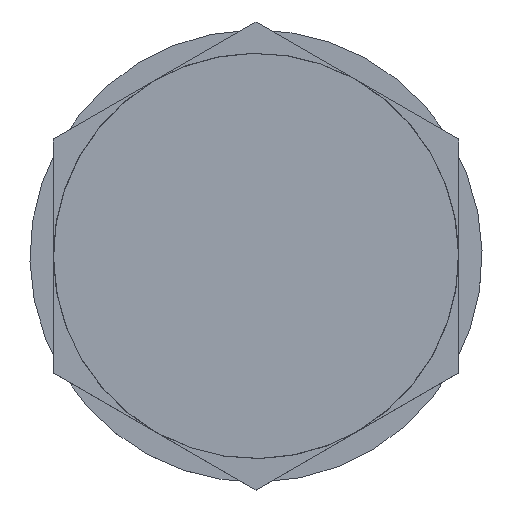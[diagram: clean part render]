
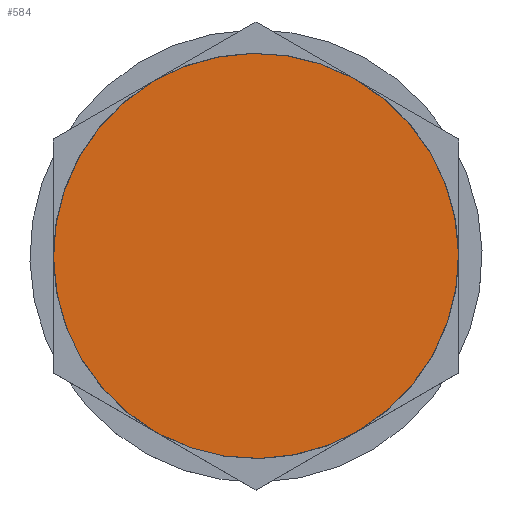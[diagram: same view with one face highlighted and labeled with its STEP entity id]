
A CAD part, top view. The second image highlights one B-rep face of the part: STEP entity #584.
In plain terms, the highlighted planar face has unit normal (0, 0, 1).
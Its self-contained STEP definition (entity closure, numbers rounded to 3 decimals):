
#540=AXIS2_PLACEMENT_3D('Circle Axis2P3D',#538,#539,$) ;
#562=AXIS2_PLACEMENT_3D('Circle Axis2P3D',#560,#561,$) ;
#578=AXIS2_PLACEMENT_3D('Plane Axis2P3D',#575,#576,#577) ;
#535=CARTESIAN_POINT('Vertex',(21.96,9.561,27.5)) ;
#538=CARTESIAN_POINT('Axis2P3D Location',(38.5,39.837,27.5)) ;
#542=CARTESIAN_POINT('Vertex',(55.04,70.114,27.5)) ;
#560=CARTESIAN_POINT('Axis2P3D Location',(38.5,39.837,27.5)) ;
#575=CARTESIAN_POINT('Axis2P3D Location',(38.5,74.337,27.5)) ;
#539=DIRECTION('Axis2P3D Direction',(0.,0.,-1.)) ;
#561=DIRECTION('Axis2P3D Direction',(0.,0.,-1.)) ;
#576=DIRECTION('Axis2P3D Direction',(0.,0.,-1.)) ;
#577=DIRECTION('Axis2P3D XDirection',(1.,0.,0.)) ;
#581=ORIENTED_EDGE('',*,*,#564,.F.) ;
#582=ORIENTED_EDGE('',*,*,#544,.F.) ;
#584=ADVANCED_FACE('Hauptk\X2\00F6\X0\rper',(#583),#579,.F.) ;
#541=CIRCLE('generated circle',#540,34.5) ;
#563=CIRCLE('generated circle',#562,34.5) ;
#544=EDGE_CURVE('',#536,#543,#541,.T.) ;
#564=EDGE_CURVE('',#543,#536,#563,.T.) ;
#580=EDGE_LOOP('',(#581,#582)) ;
#583=FACE_OUTER_BOUND('',#580,.T.) ;
#579=PLANE('',#578) ;
#536=VERTEX_POINT('',#535) ;
#543=VERTEX_POINT('',#542) ;
